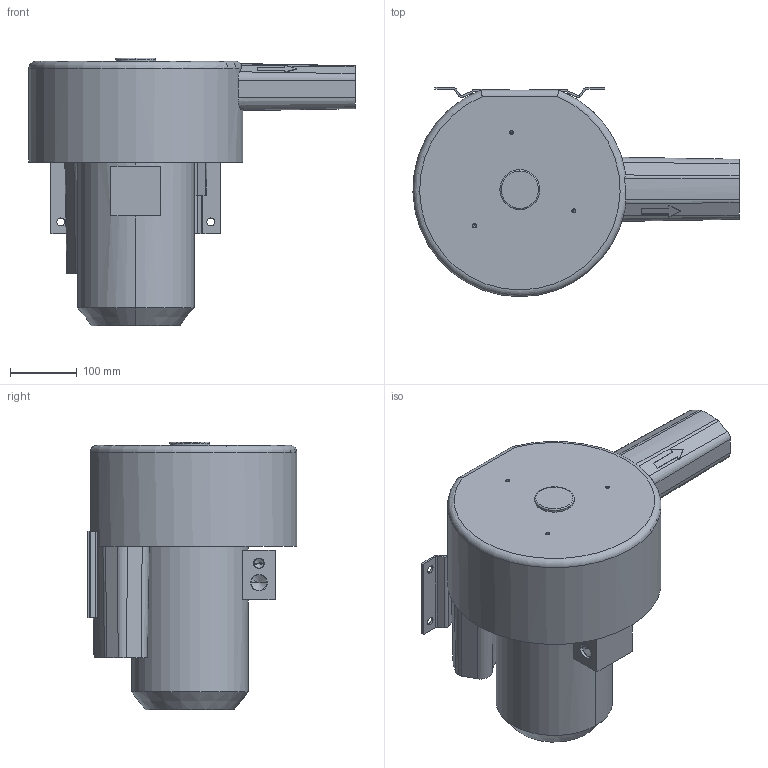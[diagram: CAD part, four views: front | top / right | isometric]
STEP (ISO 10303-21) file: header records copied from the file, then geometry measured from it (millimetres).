
FILE_DESCRIPTION((''),'2;1');
FILE_NAME('MD-001389','2014-01-03T',('rnennstiel'),('vacuvane vacuum technology gmbh'),'PRO/ENGINEER BY PARAMETRIC TECHNOLOGY CORPORATION, 2010140','PRO/ENGINEER BY PARAMETRIC TECHNOLOGY CORPORATION, 2010140','');
FILE_SCHEMA(('AUTOMOTIVE_DESIGN_CC2 { 1 2 10303 214 -1 1 5 2 }'));
Length unit declared in the file: millimetre
Products named in the file (1): MD-001389
Bounding box: 489.48 x 314.5 x 402 mm (x, y, z)
Volume: 19820564.2 mm3; surface area: 687771.8 mm2
Topology: 2 solids, 19 shells, 250 faces, 667 edges, 429 vertices
Faces by surface type: cylinder 107, plane 84, cone 56, torus 3
Entity records: 8569 total; most frequent: CARTESIAN_POINT 1917, DIRECTION 1421, ORIENTED_EDGE 1206, EDGE_CURVE 637, AXIS2_PLACEMENT_3D 549, VERTEX_POINT 429, VECTOR 323, LINE 323
